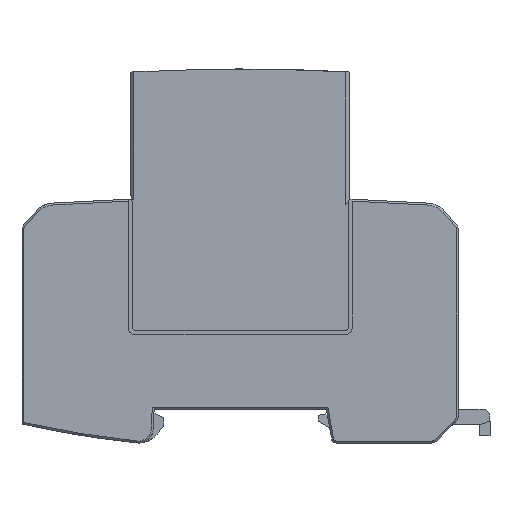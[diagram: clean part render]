
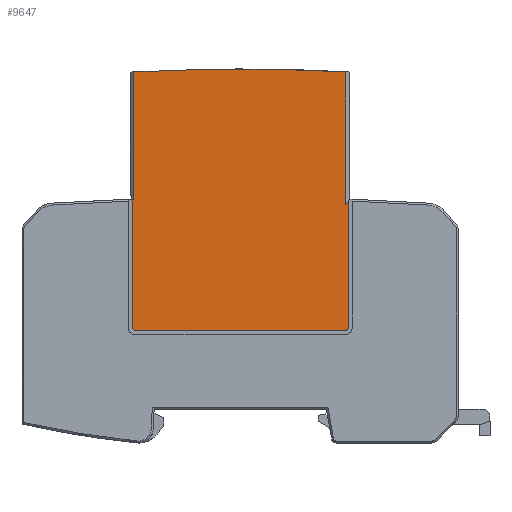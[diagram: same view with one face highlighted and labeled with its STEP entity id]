
A CAD part, left-side view. The second image highlights one B-rep face of the part: STEP entity #9647.
In plain terms, the highlighted planar face has unit normal (-1, 0, 0).
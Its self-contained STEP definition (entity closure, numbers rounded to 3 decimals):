
#7140=AXIS2_PLACEMENT_3D('Circle Axis2P3D',#7138,#7139,$) ;
#7197=AXIS2_PLACEMENT_3D('Circle Axis2P3D',#7195,#7196,$) ;
#8473=AXIS2_PLACEMENT_3D('Circle Axis2P3D',#8471,#8472,$) ;
#9614=AXIS2_PLACEMENT_3D('Plane Axis2P3D',#9611,#9612,#9613) ;
#7105=CARTESIAN_POINT('Line Origine',(0.,29.123,37.038)) ;
#7109=CARTESIAN_POINT('Vertex',(0.,29.125,50.073)) ;
#7111=CARTESIAN_POINT('Vertex',(0.,29.122,24.003)) ;
#7138=CARTESIAN_POINT('Axis2P3D Location',(0.,29.922,24.003)) ;
#7142=CARTESIAN_POINT('Vertex',(0.,29.922,23.203)) ;
#7167=CARTESIAN_POINT('Vertex',(0.,72.922,23.199)) ;
#7170=CARTESIAN_POINT('Line Origine',(0.,51.422,23.201)) ;
#7192=CARTESIAN_POINT('Vertex',(0.,73.722,23.999)) ;
#7195=CARTESIAN_POINT('Axis2P3D Location',(0.,72.922,23.999)) ;
#7217=CARTESIAN_POINT('Vertex',(0.,73.725,49.634)) ;
#7220=CARTESIAN_POINT('Line Origine',(0.,73.723,36.817)) ;
#7242=CARTESIAN_POINT('Vertex',(0.,73.925,50.266)) ;
#7245=CARTESIAN_POINT('Line Origine',(0.,73.825,49.95)) ;
#7263=CARTESIAN_POINT('Line Origine',(0.,73.925,50.286)) ;
#7267=CARTESIAN_POINT('Vertex',(0.,73.925,50.307)) ;
#8468=CARTESIAN_POINT('Vertex',(0.,73.427,76.527)) ;
#8471=CARTESIAN_POINT('Axis2P3D Location',(0.,51.389,-322.866)) ;
#8475=CARTESIAN_POINT('Vertex',(0.,29.727,76.547)) ;
#9594=CARTESIAN_POINT('Vertex',(0.,29.725,49.131)) ;
#9597=CARTESIAN_POINT('Line Origine',(0.,29.726,62.839)) ;
#9611=CARTESIAN_POINT('Axis2P3D Location',(0.,28.622,78.232)) ;
#9616=CARTESIAN_POINT('Line Origine',(0.,73.426,63.417)) ;
#9620=CARTESIAN_POINT('Vertex',(0.,73.425,50.307)) ;
#9623=CARTESIAN_POINT('Line Origine',(0.,73.675,50.307)) ;
#9628=CARTESIAN_POINT('Line Origine',(0.,29.425,49.602)) ;
#7106=DIRECTION('Vector Direction',(0.,0.,-1.)) ;
#7139=DIRECTION('Axis2P3D Direction',(-1.,0.,0.)) ;
#7171=DIRECTION('Vector Direction',(0.,1.,0.)) ;
#7196=DIRECTION('Axis2P3D Direction',(-1.,0.,0.)) ;
#7221=DIRECTION('Vector Direction',(0.,0.,1.)) ;
#7246=DIRECTION('Vector Direction',(0.,0.302,0.953)) ;
#7264=DIRECTION('Vector Direction',(0.,0.,1.)) ;
#8472=DIRECTION('Axis2P3D Direction',(1.,0.,0.)) ;
#9598=DIRECTION('Vector Direction',(0.,0.,-1.)) ;
#9612=DIRECTION('Axis2P3D Direction',(-1.,0.,0.)) ;
#9613=DIRECTION('Axis2P3D XDirection',(0.,1.,0.)) ;
#9617=DIRECTION('Vector Direction',(0.,0.,1.)) ;
#9624=DIRECTION('Vector Direction',(0.,1.,0.)) ;
#9629=DIRECTION('Vector Direction',(0.,-0.537,0.843)) ;
#7107=VECTOR('Line Direction',#7106,1.) ;
#7172=VECTOR('Line Direction',#7171,1.) ;
#7222=VECTOR('Line Direction',#7221,1.) ;
#7247=VECTOR('Line Direction',#7246,1.) ;
#7265=VECTOR('Line Direction',#7264,1.) ;
#9599=VECTOR('Line Direction',#9598,1.) ;
#9618=VECTOR('Line Direction',#9617,1.) ;
#9625=VECTOR('Line Direction',#9624,1.) ;
#9630=VECTOR('Line Direction',#9629,1.) ;
#9634=ORIENTED_EDGE('',*,*,#9622,.F.) ;
#9635=ORIENTED_EDGE('',*,*,#9627,.T.) ;
#9636=ORIENTED_EDGE('',*,*,#7269,.F.) ;
#9637=ORIENTED_EDGE('',*,*,#7249,.F.) ;
#9638=ORIENTED_EDGE('',*,*,#7224,.F.) ;
#9639=ORIENTED_EDGE('',*,*,#7199,.F.) ;
#9640=ORIENTED_EDGE('',*,*,#7174,.F.) ;
#9641=ORIENTED_EDGE('',*,*,#7144,.F.) ;
#9642=ORIENTED_EDGE('',*,*,#7113,.F.) ;
#9643=ORIENTED_EDGE('',*,*,#9632,.F.) ;
#9644=ORIENTED_EDGE('',*,*,#9601,.F.) ;
#9645=ORIENTED_EDGE('',*,*,#8477,.F.) ;
#9647=ADVANCED_FACE('VPU',(#9646),#9615,.T.) ;
#7141=CIRCLE('generated circle',#7140,0.8) ;
#7198=CIRCLE('generated circle',#7197,0.8) ;
#8474=CIRCLE('generated circle',#8473,400.) ;
#7113=EDGE_CURVE('',#7110,#7112,#7108,.T.) ;
#7144=EDGE_CURVE('',#7112,#7143,#7141,.F.) ;
#7174=EDGE_CURVE('',#7143,#7168,#7173,.T.) ;
#7199=EDGE_CURVE('',#7168,#7193,#7198,.F.) ;
#7224=EDGE_CURVE('',#7193,#7218,#7223,.T.) ;
#7249=EDGE_CURVE('',#7218,#7243,#7248,.T.) ;
#7269=EDGE_CURVE('',#7243,#7268,#7266,.T.) ;
#8477=EDGE_CURVE('',#8469,#8476,#8474,.T.) ;
#9601=EDGE_CURVE('',#8476,#9595,#9600,.T.) ;
#9622=EDGE_CURVE('',#9621,#8469,#9619,.T.) ;
#9627=EDGE_CURVE('',#9621,#7268,#9626,.T.) ;
#9632=EDGE_CURVE('',#9595,#7110,#9631,.T.) ;
#9633=EDGE_LOOP('',(#9634,#9635,#9636,#9637,#9638,#9639,#9640,#9641,#9642,#9643,#9644,#9645)) ;
#9646=FACE_OUTER_BOUND('',#9633,.T.) ;
#7108=LINE('Line',#7105,#7107) ;
#7173=LINE('Line',#7170,#7172) ;
#7223=LINE('Line',#7220,#7222) ;
#7248=LINE('Line',#7245,#7247) ;
#7266=LINE('Line',#7263,#7265) ;
#9600=LINE('Line',#9597,#9599) ;
#9619=LINE('Line',#9616,#9618) ;
#9626=LINE('Line',#9623,#9625) ;
#9631=LINE('Line',#9628,#9630) ;
#9615=PLANE('',#9614) ;
#7110=VERTEX_POINT('',#7109) ;
#7112=VERTEX_POINT('',#7111) ;
#7143=VERTEX_POINT('',#7142) ;
#7168=VERTEX_POINT('',#7167) ;
#7193=VERTEX_POINT('',#7192) ;
#7218=VERTEX_POINT('',#7217) ;
#7243=VERTEX_POINT('',#7242) ;
#7268=VERTEX_POINT('',#7267) ;
#8469=VERTEX_POINT('',#8468) ;
#8476=VERTEX_POINT('',#8475) ;
#9595=VERTEX_POINT('',#9594) ;
#9621=VERTEX_POINT('',#9620) ;
